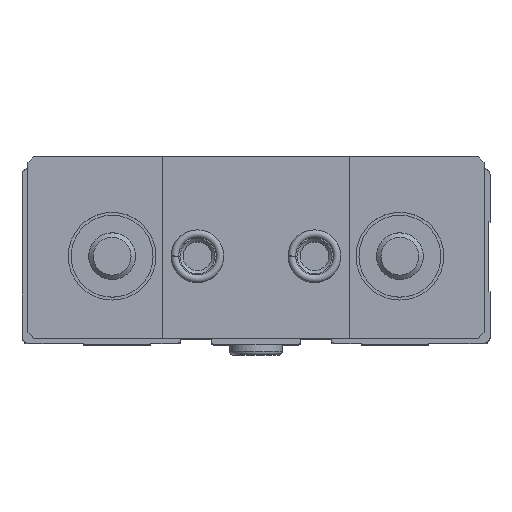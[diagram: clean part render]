
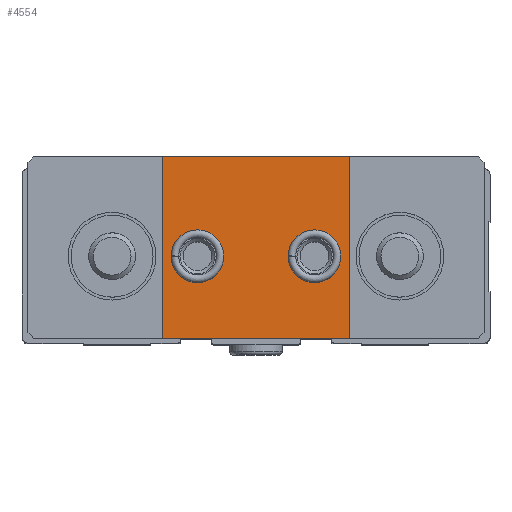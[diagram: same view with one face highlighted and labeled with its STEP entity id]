
A CAD part, top view. The second image highlights one B-rep face of the part: STEP entity #4554.
In plain terms, the highlighted planar face has unit normal (0, 0, 1).
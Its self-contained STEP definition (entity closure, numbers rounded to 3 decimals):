
#500=LINE('',#7586,#806);
#510=LINE('',#7606,#816);
#527=LINE('',#7647,#833);
#528=LINE('',#7648,#834);
#806=VECTOR('',#6172,1000.);
#816=VECTOR('',#6186,1000.);
#833=VECTOR('',#6227,1000.);
#834=VECTOR('',#6228,1000.);
#1643=ORIENTED_EDGE('',*,*,#2461,.F.);
#1644=ORIENTED_EDGE('',*,*,#2462,.F.);
#1645=ORIENTED_EDGE('',*,*,#2439,.T.);
#1646=ORIENTED_EDGE('',*,*,#2463,.T.);
#1647=ORIENTED_EDGE('',*,*,#2429,.T.);
#1648=ORIENTED_EDGE('',*,*,#2464,.T.);
#2429=EDGE_CURVE('',#2925,#2924,#500,.T.);
#2439=EDGE_CURVE('',#2933,#2932,#510,.T.);
#2461=EDGE_CURVE('',#2943,#2943,#3225,.T.);
#2462=EDGE_CURVE('',#2944,#2944,#3226,.T.);
#2463=EDGE_CURVE('',#2932,#2925,#527,.T.);
#2464=EDGE_CURVE('',#2924,#2933,#528,.T.);
#2924=VERTEX_POINT('',#7585);
#2925=VERTEX_POINT('',#7587);
#2932=VERTEX_POINT('',#7605);
#2933=VERTEX_POINT('',#7607);
#2943=VERTEX_POINT('',#7644);
#2944=VERTEX_POINT('',#7646);
#3225=CIRCLE('',#5077,4.5);
#3226=CIRCLE('',#5078,4.5);
#3554=EDGE_LOOP('',(#1643));
#3555=EDGE_LOOP('',(#1644));
#3556=EDGE_LOOP('',(#1645,#1646,#1647,#1648));
#4026=FACE_BOUND('',#3554,.T.);
#4027=FACE_BOUND('',#3555,.T.);
#4028=FACE_BOUND('',#3556,.T.);
#4326=PLANE('',#5076);
#4554=ADVANCED_FACE('',(#4026,#4027,#4028),#4326,.T.);
#5076=AXIS2_PLACEMENT_3D('',#7642,#6221,#6222);
#5077=AXIS2_PLACEMENT_3D('',#7643,#6223,#6224);
#5078=AXIS2_PLACEMENT_3D('',#7645,#6225,#6226);
#6172=DIRECTION('',(-1.,0.,0.));
#6186=DIRECTION('',(1.,0.,0.));
#6221=DIRECTION('',(0.,0.,1.));
#6222=DIRECTION('',(1.,0.,0.));
#6223=DIRECTION('',(0.,0.,1.));
#6224=DIRECTION('',(1.,0.,0.));
#6225=DIRECTION('',(0.,0.,1.));
#6226=DIRECTION('',(1.,0.,0.));
#6227=DIRECTION('',(0.,1.,0.));
#6228=DIRECTION('',(0.,-1.,0.));
#7585=CARTESIAN_POINT('',(-16.,17.,22.));
#7586=CARTESIAN_POINT('',(39.,17.,22.));
#7587=CARTESIAN_POINT('',(16.,17.,22.));
#7605=CARTESIAN_POINT('',(16.,-14.,22.));
#7606=CARTESIAN_POINT('',(-39.,-14.,22.));
#7607=CARTESIAN_POINT('',(-16.,-14.,22.));
#7642=CARTESIAN_POINT('',(0.,0.,22.));
#7643=CARTESIAN_POINT('',(-10.,0.,22.));
#7644=CARTESIAN_POINT('',(-5.5,0.,22.));
#7645=CARTESIAN_POINT('',(10.,0.,22.));
#7646=CARTESIAN_POINT('',(14.5,0.,22.));
#7647=CARTESIAN_POINT('',(16.,0.,22.));
#7648=CARTESIAN_POINT('',(-16.,0.,22.));
